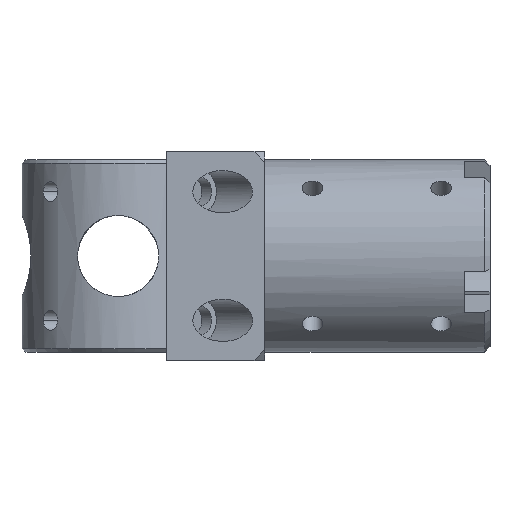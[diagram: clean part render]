
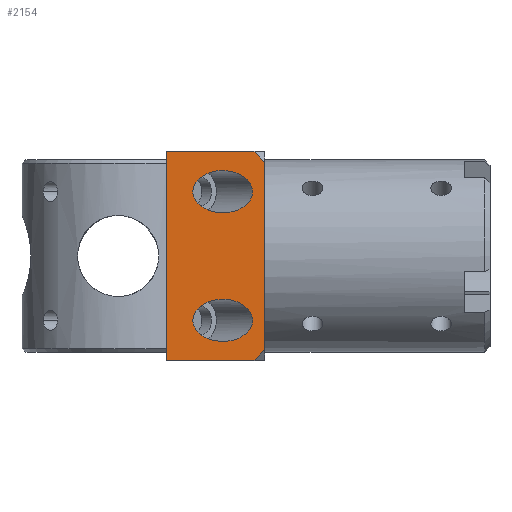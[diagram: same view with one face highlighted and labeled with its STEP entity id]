
A CAD part, front view. The second image highlights one B-rep face of the part: STEP entity #2154.
In plain terms, the highlighted planar face has unit normal (0, -1, 0).
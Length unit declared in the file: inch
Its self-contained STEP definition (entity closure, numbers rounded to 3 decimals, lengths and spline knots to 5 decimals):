
#516=VECTOR('',#2420,1.);
#517=VECTOR('',#2421,1.);
#518=VECTOR('',#2422,1.);
#519=VECTOR('',#2423,1.);
#520=VECTOR('',#2424,1.);
#521=VECTOR('',#2425,1.);
#606=LINE('',#2782,#516);
#607=LINE('',#2785,#517);
#608=LINE('',#2787,#518);
#609=LINE('',#2789,#519);
#610=LINE('',#2791,#520);
#611=LINE('',#2793,#521);
#698=PLANE('',#2262);
#776=VERTEX_POINT('',#2767);
#779=VERTEX_POINT('',#2775);
#782=VERTEX_POINT('',#2783);
#783=VERTEX_POINT('',#2784);
#784=VERTEX_POINT('',#2786);
#785=VERTEX_POINT('',#2788);
#786=VERTEX_POINT('',#2790);
#787=VERTEX_POINT('',#2792);
#964=ELLIPSE('',#2253,0.5891,0.41656);
#965=ELLIPSE('',#2258,0.5891,0.41656);
#968=EDGE_CURVE('',#776,#776,#964,.T.);
#971=EDGE_CURVE('',#779,#779,#965,.T.);
#974=EDGE_CURVE('',#782,#783,#606,.T.);
#975=EDGE_CURVE('',#783,#784,#607,.T.);
#976=EDGE_CURVE('',#784,#785,#608,.T.);
#977=EDGE_CURVE('',#786,#785,#609,.T.);
#978=EDGE_CURVE('',#786,#787,#610,.T.);
#979=EDGE_CURVE('',#787,#782,#611,.T.);
#1230=ORIENTED_EDGE('',*,*,#974,.T.);
#1231=ORIENTED_EDGE('',*,*,#975,.T.);
#1232=ORIENTED_EDGE('',*,*,#976,.T.);
#1233=ORIENTED_EDGE('',*,*,#977,.F.);
#1234=ORIENTED_EDGE('',*,*,#978,.T.);
#1235=ORIENTED_EDGE('',*,*,#979,.T.);
#1236=ORIENTED_EDGE('',*,*,#971,.T.);
#1237=ORIENTED_EDGE('',*,*,#968,.T.);
#1738=EDGE_LOOP('',(#1230,#1231,#1232,#1233,#1234,#1235));
#1739=EDGE_LOOP('',(#1236));
#1740=EDGE_LOOP('',(#1237));
#1948=FACE_BOUND('',#1738,.T.);
#1949=FACE_BOUND('',#1739,.T.);
#1950=FACE_BOUND('',#1740,.T.);
#2154=ADVANCED_FACE('',(#1948,#1949,#1950),#698,.T.);
#2253=AXIS2_PLACEMENT_3D('',#2766,#2403,#2404);
#2258=AXIS2_PLACEMENT_3D('',#2774,#2412,#2413);
#2262=AXIS2_PLACEMENT_3D('',#2781,#2419,$);
#2403=DIRECTION('',(0.,1.,0.));
#2404=DIRECTION('',(-0.589,0.,0.));
#2412=DIRECTION('',(0.,1.,0.));
#2413=DIRECTION('',(-0.589,0.,0.));
#2419=DIRECTION('',(0.,-1.,0.));
#2420=DIRECTION('',(0.707,0.,0.707));
#2421=DIRECTION('',(0.,0.,1.));
#2422=DIRECTION('',(-0.707,0.,0.707));
#2423=DIRECTION('',(1.,0.,0.));
#2424=DIRECTION('',(0.,0.,-1.));
#2425=DIRECTION('',(1.,0.,0.));
#2766=CARTESIAN_POINT('',(2.06375,-2.06375,-1.27));
#2767=CARTESIAN_POINT('',(2.65285,-2.06375,-1.27));
#2774=CARTESIAN_POINT('',(2.06375,-2.06375,1.27));
#2775=CARTESIAN_POINT('',(2.65285,-2.06375,1.27));
#2781=CARTESIAN_POINT('',(0.,-2.06375,0.));
#2782=CARTESIAN_POINT('',(2.57969,-2.06375,-2.16376));
#2783=CARTESIAN_POINT('',(2.6797,-2.06375,-2.06375));
#2784=CARTESIAN_POINT('',(2.8956,-2.06375,-1.84785));
#2785=CARTESIAN_POINT('',(2.8956,-2.06375,2.06375));
#2786=CARTESIAN_POINT('',(2.8956,-2.06375,1.84785));
#2787=CARTESIAN_POINT('',(2.57969,-2.06375,2.16376));
#2788=CARTESIAN_POINT('',(2.6797,-2.06375,2.06375));
#2789=CARTESIAN_POINT('',(0.,-2.06375,2.06375));
#2790=CARTESIAN_POINT('',(0.9525,-2.06375,2.06375));
#2791=CARTESIAN_POINT('',(0.9525,-2.06375,-2.84064));
#2792=CARTESIAN_POINT('',(0.9525,-2.06375,-2.06375));
#2793=CARTESIAN_POINT('',(0.,-2.06375,-2.06375));
